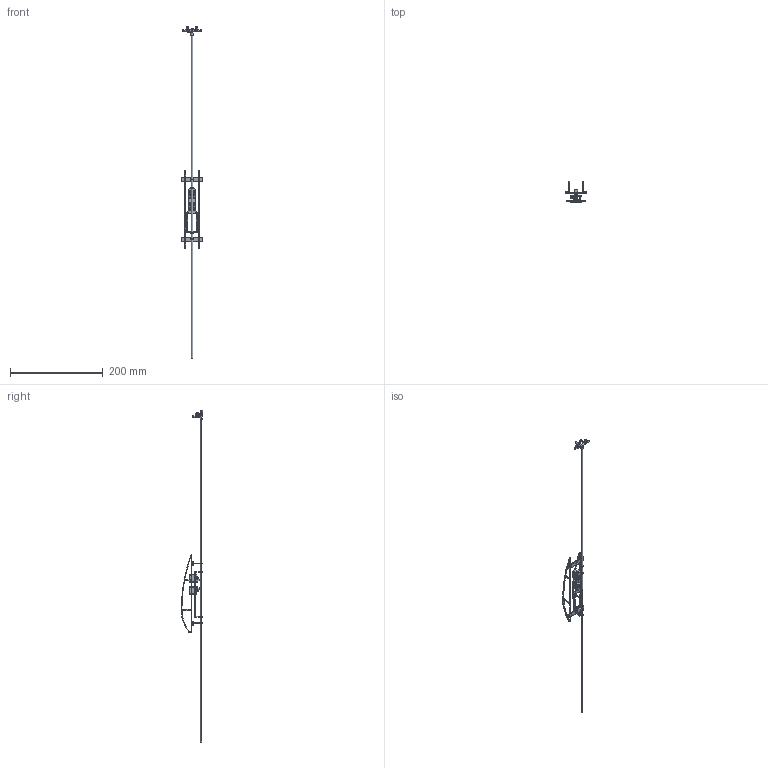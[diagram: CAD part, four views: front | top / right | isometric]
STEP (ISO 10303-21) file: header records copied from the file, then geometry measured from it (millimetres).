
FILE_DESCRIPTION (( 'STEP AP214' ), '1' );
FILE_NAME ('AssemblageSTEP.STEP', '2025-11-04T22:50:53', ( '' ), ( '' ), 'SwSTEP 2.0', 'SolidWorks 2024', '' );
FILE_SCHEMA (( 'AUTOMOTIVE_DESIGN' ));
Length unit declared in the file: millimetre
Products named in the file (14): Base Empennages; Case_1.stp; MirrorAile_Nervure; Tige_Support_Aile; Support_Nervure_Aile; KAVAN _GO_2.stp; Aile_Nervure; Empennage_Support_Tige_Guignole; Support_Arduino_Servos; SG90 - Micro Servo 9g - Tower Pro_1.stp; AssemblageSTEP; Tige_Carbonne; Empennage_Support_Tige; Empennages_Assembly
Assembly tree (17 placements, depth 3):
  AssemblageSTEP
    Tige_Carbonne
    Tige_Support_Aile  x2
    Support_Nervure_Aile  x2
    Aile_Nervure
    MirrorAile_Nervure
    Empennages_Assembly
      Base Empennages
      Empennage_Support_Tige
      Empennage_Support_Tige_Guignole  x2
    Support_Arduino_Servos
    KAVAN _GO_2.stp  x2
      Case_1.stp
      SG90 - Micro Servo 9g - Tower Pro_1.stp
Bounding box: 45 x 46.61 x 715.89 mm (x, y, z)
Volume: 16326.1 mm3; surface area: 22084 mm2
Topology: 16 solids, 16 shells, 943 faces, 2652 edges, 1741 vertices
Faces by surface type: plane 503, cylinder 400, bspline 22, cone 18
Entity records: 22550 total; most frequent: CARTESIAN_POINT 6897, ORIENTED_EDGE 3280, DIRECTION 3088, EDGE_CURVE 1640, VERTEX_POINT 1077, AXIS2_PLACEMENT_3D 1056, VECTOR 976, LINE 976
